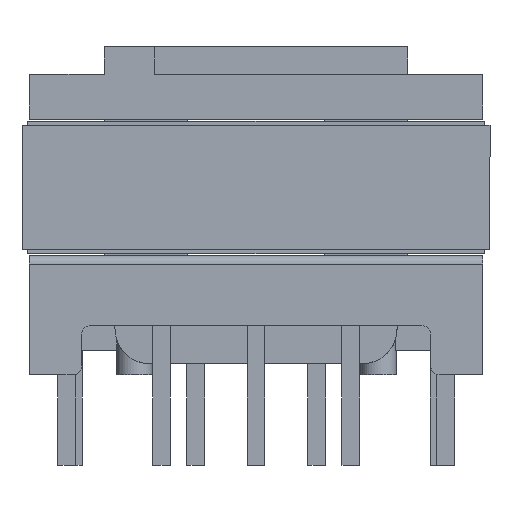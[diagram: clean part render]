
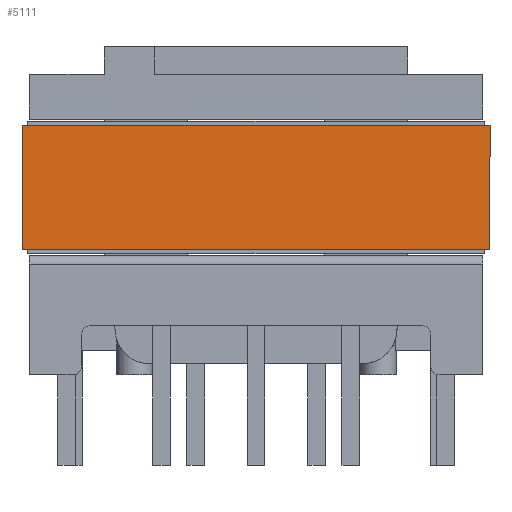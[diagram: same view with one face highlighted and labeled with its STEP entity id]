
A CAD part, left-side view. The second image highlights one B-rep face of the part: STEP entity #5111.
In plain terms, the highlighted planar face has unit normal (-1, 0, 0).
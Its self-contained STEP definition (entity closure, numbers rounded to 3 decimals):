
#517=LINE('',#7363,#995);
#521=LINE('',#7372,#999);
#524=LINE('',#7377,#1002);
#525=LINE('',#7379,#1003);
#995=VECTOR('',#6301,1000.);
#999=VECTOR('',#6307,1000.);
#1002=VECTOR('',#6312,1000.);
#1003=VECTOR('',#6315,1000.);
#2037=ORIENTED_EDGE('',*,*,#2561,.F.);
#2038=ORIENTED_EDGE('',*,*,#2568,.F.);
#2039=ORIENTED_EDGE('',*,*,#2565,.T.);
#2040=ORIENTED_EDGE('',*,*,#2569,.T.);
#2561=EDGE_CURVE('',#2907,#2908,#517,.T.);
#2565=EDGE_CURVE('',#2912,#2911,#521,.T.);
#2568=EDGE_CURVE('',#2912,#2907,#524,.T.);
#2569=EDGE_CURVE('',#2911,#2908,#525,.T.);
#2907=VERTEX_POINT('',#7362);
#2908=VERTEX_POINT('',#7364);
#2911=VERTEX_POINT('',#7371);
#2912=VERTEX_POINT('',#7373);
#3164=EDGE_LOOP('',(#2037,#2038,#2039,#2040));
#3374=FACE_BOUND('',#3164,.T.);
#3546=PLANE('',#5359);
#5111=ADVANCED_FACE('',(#3374),#3546,.T.);
#5359=AXIS2_PLACEMENT_3D('',#7378,#6313,#6314);
#6301=DIRECTION('',(0.,0.,-1.));
#6307=DIRECTION('',(0.,0.,-1.));
#6312=DIRECTION('',(0.,-1.,0.));
#6313=DIRECTION('',(-1.,0.,0.));
#6314=DIRECTION('',(0.,0.,-1.));
#6315=DIRECTION('',(0.,-1.,0.));
#7362=CARTESIAN_POINT('',(-18.45,3.585,-0.155));
#7363=CARTESIAN_POINT('',(-18.45,3.585,-13.575));
#7364=CARTESIAN_POINT('',(-18.45,3.585,-13.575));
#7371=CARTESIAN_POINT('',(-18.45,7.145,-13.575));
#7372=CARTESIAN_POINT('',(-18.45,7.145,-13.575));
#7373=CARTESIAN_POINT('',(-18.45,7.145,-0.155));
#7377=CARTESIAN_POINT('',(-18.45,7.145,-0.155));
#7378=CARTESIAN_POINT('',(-18.45,7.145,-13.575));
#7379=CARTESIAN_POINT('',(-18.45,7.145,-13.575));
